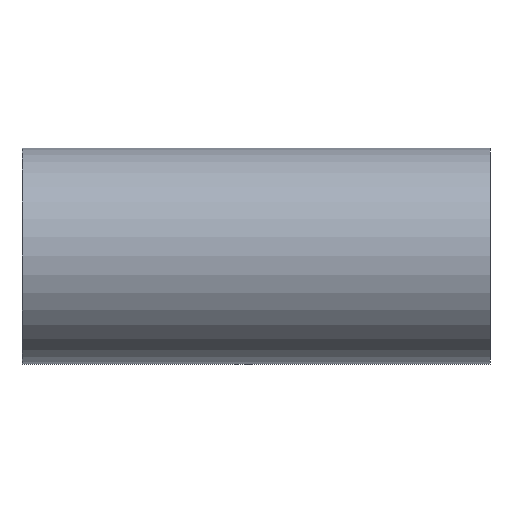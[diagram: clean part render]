
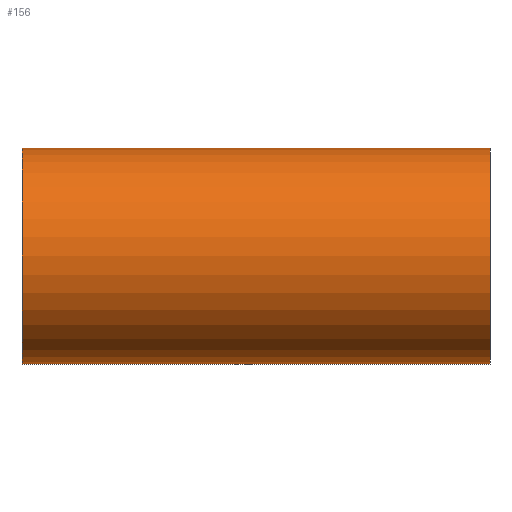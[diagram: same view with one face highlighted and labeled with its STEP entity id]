
A CAD part, front view. The second image highlights one B-rep face of the part: STEP entity #156.
In plain terms, the highlighted cylindrical face has radius 38.1 mm (diameter 76.2 mm), a full revolution.
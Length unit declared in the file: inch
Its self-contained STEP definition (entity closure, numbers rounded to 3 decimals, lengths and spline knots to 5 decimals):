
#18=FACE_BOUND('',#48,.T.);
#25=LINE('',#446,#30);
#30=VECTOR('',#216,1.5);
#34=CYLINDRICAL_SURFACE('',#185,1.5);
#39=FACE_OUTER_BOUND('',#47,.T.);
#47=EDGE_LOOP('',(#123,#124,#125,#126,#127,#128));
#48=EDGE_LOOP('',(#129));
#60=B_SPLINE_CURVE_WITH_KNOTS('',3,(#408,#409,#410,#411,#412,#413,#414,
#415,#416,#417,#418,#419,#420,#421,#422,#423,#424,#425,#426,#427,#428,#429,
#430,#431,#432,#433),.UNSPECIFIED.,.T.,.F.,(4,1,1,1,1,1,1,1,1,1,1,1,1,1,
1,1,1,1,1,1,1,1,1,4),(-20.72861,-19.9883,-19.248,
-17.76738,-17.02707,-16.7803,-15.79323,
-14.80615,-13.81907,-12.832,-11.84492,
-10.85784,-10.36431,-9.87077,-8.88369,
-7.89661,-6.90954,-5.92246,-4.93538,
-3.94831,-2.96123,-1.48062,-0.74031,
0.),.UNSPECIFIED.);
#65=CIRCLE('',#186,1.5);
#66=CIRCLE('',#187,1.5);
#67=CIRCLE('',#188,1.5);
#68=CIRCLE('',#189,1.5);
#74=VERTEX_POINT('',#374);
#79=VERTEX_POINT('',#441);
#80=VERTEX_POINT('',#442);
#81=VERTEX_POINT('',#445);
#82=VERTEX_POINT('',#447);
#93=EDGE_CURVE('',#74,#74,#60,.T.);
#97=EDGE_CURVE('',#79,#80,#65,.T.);
#98=EDGE_CURVE('',#80,#79,#66,.T.);
#99=EDGE_CURVE('',#80,#81,#25,.T.);
#100=EDGE_CURVE('',#81,#82,#67,.T.);
#101=EDGE_CURVE('',#82,#81,#68,.T.);
#123=ORIENTED_EDGE('',*,*,#97,.F.);
#124=ORIENTED_EDGE('',*,*,#98,.F.);
#125=ORIENTED_EDGE('',*,*,#99,.T.);
#126=ORIENTED_EDGE('',*,*,#100,.T.);
#127=ORIENTED_EDGE('',*,*,#101,.T.);
#128=ORIENTED_EDGE('',*,*,#99,.F.);
#129=ORIENTED_EDGE('',*,*,#93,.F.);
#156=ADVANCED_FACE('',(#39,#18),#34,.T.);
#185=AXIS2_PLACEMENT_3D('',#440,#210,#211);
#186=AXIS2_PLACEMENT_3D('',#443,#212,#213);
#187=AXIS2_PLACEMENT_3D('',#444,#214,#215);
#188=AXIS2_PLACEMENT_3D('',#448,#217,#218);
#189=AXIS2_PLACEMENT_3D('',#449,#219,#220);
#210=DIRECTION('center_axis',(-1.,0.,0.));
#211=DIRECTION('ref_axis',(0.,0.,1.));
#212=DIRECTION('center_axis',(-1.,0.,0.));
#213=DIRECTION('ref_axis',(0.,0.,1.));
#214=DIRECTION('center_axis',(-1.,0.,0.));
#215=DIRECTION('ref_axis',(0.,0.,1.));
#216=DIRECTION('',(1.,0.,0.));
#217=DIRECTION('center_axis',(-1.,0.,0.));
#218=DIRECTION('ref_axis',(0.,0.,1.));
#219=DIRECTION('center_axis',(-1.,0.,0.));
#220=DIRECTION('ref_axis',(0.,0.,1.));
#374=CARTESIAN_POINT('',(0.,0.81388,-1.26));
#408=CARTESIAN_POINT('Ctrl Pts',(0.,0.81388,
-1.26));
#409=CARTESIAN_POINT('Ctrl Pts',(-0.1051,0.81388,-1.26));
#410=CARTESIAN_POINT('Ctrl Pts',(-0.3137,0.8541,-1.23494));
#411=CARTESIAN_POINT('Ctrl Pts',(-0.67356,1.02511,-1.10671));
#412=CARTESIAN_POINT('Ctrl Pts',(-0.96482,1.23038,-0.88708));
#413=CARTESIAN_POINT('Ctrl Pts',(-1.14375,1.36631,-0.62868));
#414=CARTESIAN_POINT('Ctrl Pts',(-1.25477,1.45348,-0.3975));
#415=CARTESIAN_POINT('Ctrl Pts',(-1.33126,1.51516,-0.104));
#416=CARTESIAN_POINT('Ctrl Pts',(-1.29591,1.48647,0.30657));
#417=CARTESIAN_POINT('Ctrl Pts',(-1.13713,1.36003,0.66536));
#418=CARTESIAN_POINT('Ctrl Pts',(-0.89353,1.17815,0.94521));
#419=CARTESIAN_POINT('Ctrl Pts',(-0.58911,0.98011,1.14469));
#420=CARTESIAN_POINT('Ctrl Pts',(-0.28034,0.84065,1.2432));
#421=CARTESIAN_POINT('Ctrl Pts',(-0.00001,0.80474,
1.26569));
#422=CARTESIAN_POINT('Ctrl Pts',(0.28035,0.84069,1.24318));
#423=CARTESIAN_POINT('Ctrl Pts',(0.58898,0.97998,1.14478));
#424=CARTESIAN_POINT('Ctrl Pts',(0.89351,1.17812,0.94523));
#425=CARTESIAN_POINT('Ctrl Pts',(1.13707,1.36003,0.66542));
#426=CARTESIAN_POINT('Ctrl Pts',(1.29588,1.48636,0.30665));
#427=CARTESIAN_POINT('Ctrl Pts',(1.33125,1.51536,-0.10397));
#428=CARTESIAN_POINT('Ctrl Pts',(1.22946,1.43267,-0.49527));
#429=CARTESIAN_POINT('Ctrl Pts',(0.98931,1.2473,-0.86868));
#430=CARTESIAN_POINT('Ctrl Pts',(0.67349,1.02522,-1.10673));
#431=CARTESIAN_POINT('Ctrl Pts',(0.31374,0.85406,-1.23493));
#432=CARTESIAN_POINT('Ctrl Pts',(0.1051,0.81388,-1.26));
#433=CARTESIAN_POINT('Ctrl Pts',(0.,0.81388,
-1.26));
#440=CARTESIAN_POINT('Origin',(0.,0.,0.));
#441=CARTESIAN_POINT('',(-3.25,0.,1.5));
#442=CARTESIAN_POINT('',(-3.25,0.,-1.5));
#443=CARTESIAN_POINT('Origin',(-3.25,0.,0.));
#444=CARTESIAN_POINT('Origin',(-3.25,0.,0.));
#445=CARTESIAN_POINT('',(3.25,0.,-1.5));
#446=CARTESIAN_POINT('',(0.,0.,-1.5));
#447=CARTESIAN_POINT('',(3.25,0.,1.5));
#448=CARTESIAN_POINT('Origin',(3.25,0.,0.));
#449=CARTESIAN_POINT('Origin',(3.25,0.,0.));
